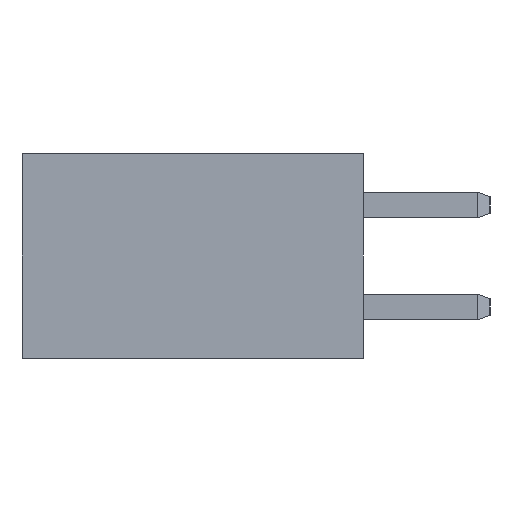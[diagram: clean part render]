
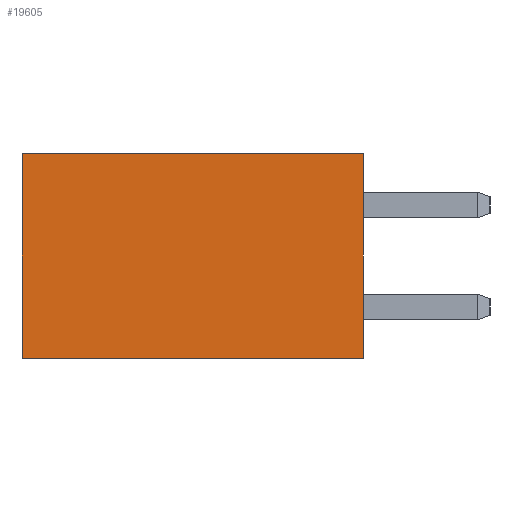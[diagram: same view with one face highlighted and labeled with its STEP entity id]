
A CAD part, left-side view. The second image highlights one B-rep face of the part: STEP entity #19605.
In plain terms, the highlighted planar face has unit normal (-1, 0, 0).
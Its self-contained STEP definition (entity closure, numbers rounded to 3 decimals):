
#7771 = DIRECTION ( 'NONE',  ( 0., -1., 0. ) ) ;
#7772 = VECTOR ( 'NONE', #7771, 1000. ) ;
#7773 = CARTESIAN_POINT ( 'NONE',  ( -49.53, 8.5, 1.27 ) ) ;
#7774 = LINE ( 'NONE', #7773, #7772 ) ;
#7820 = CARTESIAN_POINT ( 'NONE',  ( -49.53, 0., -3.81 ) ) ;
#7877 = CARTESIAN_POINT ( 'NONE',  ( -49.53, 0., 1.27 ) ) ;
#7921 = CARTESIAN_POINT ( 'NONE',  ( -49.53, 8.5, 1.27 ) ) ;
#8030 = CARTESIAN_POINT ( 'NONE',  ( -49.53, 8.5, -3.81 ) ) ;
#8031 = DIRECTION ( 'NONE',  ( 0., -1., 0. ) ) ;
#8032 = VECTOR ( 'NONE', #8031, 1000. ) ;
#8033 = CARTESIAN_POINT ( 'NONE',  ( -49.53, 8.5, -3.81 ) ) ;
#8034 = LINE ( 'NONE', #8033, #8032 ) ;
#8161 = DIRECTION ( 'NONE',  ( 0., 0., 1. ) ) ;
#8162 = VECTOR ( 'NONE', #8161, 1000. ) ;
#8163 = CARTESIAN_POINT ( 'NONE',  ( -49.53, 8.5, -3.81 ) ) ;
#8164 = LINE ( 'NONE', #8163, #8162 ) ;
#13468 = DIRECTION ( 'NONE',  ( 0., 0., 1. ) ) ;
#13469 = VECTOR ( 'NONE', #13468, 1000. ) ;
#13470 = CARTESIAN_POINT ( 'NONE',  ( -49.53, 0., -3.81 ) ) ;
#13471 = LINE ( 'NONE', #13470, #13469 ) ;
#15193 = DIRECTION ( 'NONE',  ( 0., 0., -1. ) ) ;
#15194 = DIRECTION ( 'NONE',  ( 1., 0., 0. ) ) ;
#15195 = CARTESIAN_POINT ( 'NONE',  ( -49.53, 8.5, -3.81 ) ) ;
#15197 = AXIS2_PLACEMENT_3D ( 'NONE', #15195, #15194, #15193 ) ;
#15198 = PLANE ( 'NONE',  #15197 ) ;
#15199 = FACE_OUTER_BOUND ( 'NONE', #19606, .T. ) ;
#18546 = EDGE_CURVE ( 'NONE', #23083, #23105, #13471, .T. ) ;
#19605 = ADVANCED_FACE ( 'NONE', ( #15199 ), #15198, .F. ) ;
#19606 = EDGE_LOOP ( 'NONE', ( #19607, #19608, #19609, #19610 ) ) ;
#19607 = ORIENTED_EDGE ( 'NONE', *, *, #18546, .T. ) ;
#19608 = ORIENTED_EDGE ( 'NONE', *, *, #23058, .F. ) ;
#19609 = ORIENTED_EDGE ( 'NONE', *, *, #23194, .F. ) ;
#19610 = ORIENTED_EDGE ( 'NONE', *, *, #23155, .T. ) ;
#23058 = EDGE_CURVE ( 'NONE', #23118, #23105, #7774, .T. ) ;
#23083 = VERTEX_POINT ( 'NONE', #7820 ) ;
#23105 = VERTEX_POINT ( 'NONE', #7877 ) ;
#23118 = VERTEX_POINT ( 'NONE', #7921 ) ;
#23155 = EDGE_CURVE ( 'NONE', #23156, #23083, #8034, .T. ) ;
#23156 = VERTEX_POINT ( 'NONE', #8030 ) ;
#23194 = EDGE_CURVE ( 'NONE', #23156, #23118, #8164, .T. ) ;
